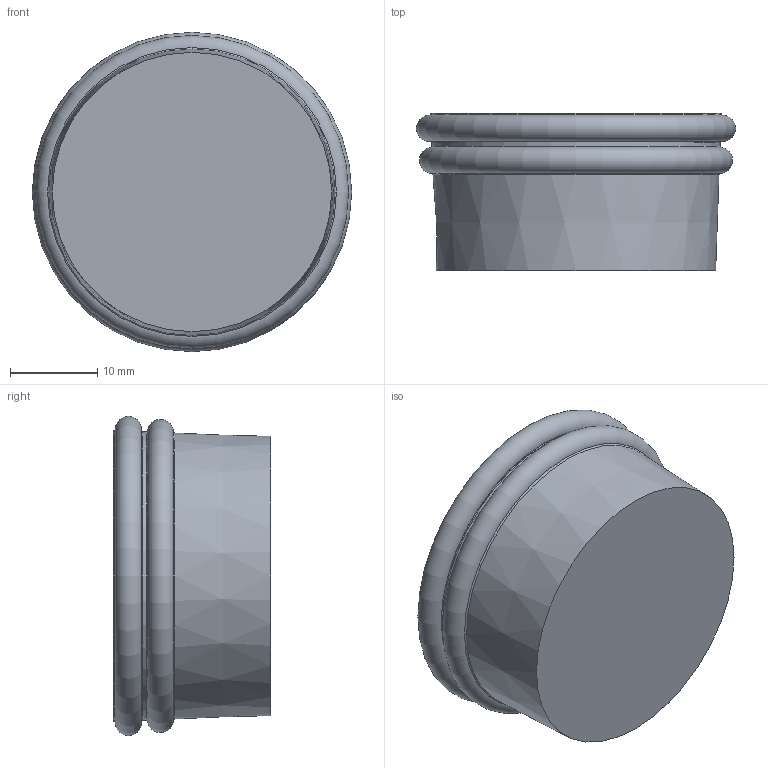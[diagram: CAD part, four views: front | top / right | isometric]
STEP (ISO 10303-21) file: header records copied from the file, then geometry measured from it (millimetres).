
FILE_DESCRIPTION((''),'2;1');
FILE_NAME('Spigot.stp','2018-01-24T12:38:52',('Mikes'),(''),'Autodesk Inventor 2010','Autodesk Inventor 2010','');
FILE_SCHEMA(('AUTOMOTIVE_DESIGN { 1 0 10303 214 1 1 1 1 }'));
Length unit declared in the file: millimetre
Products named in the file (1): Part1
Bounding box: 36.58 x 18.02 x 36.58 mm (x, y, z)
Volume: 1506.5 mm3; surface area: 6075.9 mm2
Topology: 1 solids, 1 shells, 21 faces, 41 edges, 22 vertices
Faces by surface type: bspline 8, cone 7, torus 4, plane 2
Entity records: 832 total; most frequent: CARTESIAN_POINT 486, DIRECTION 68, ORIENTED_EDGE 40, EDGE_LOOP 40, AXIS2_PLACEMENT_3D 34, FACE_OUTER_BOUND 21, ADVANCED_FACE 21, VERTEX_POINT 20
